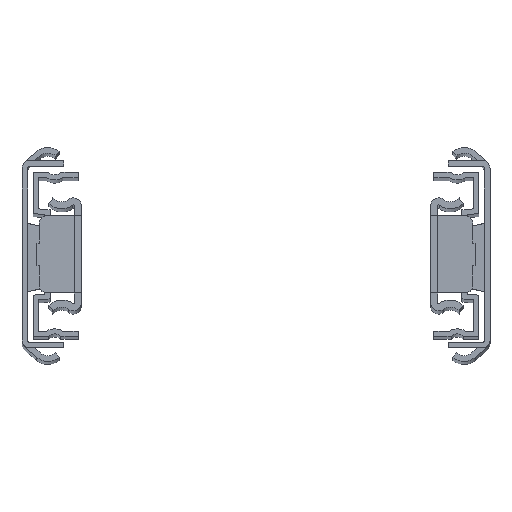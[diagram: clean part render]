
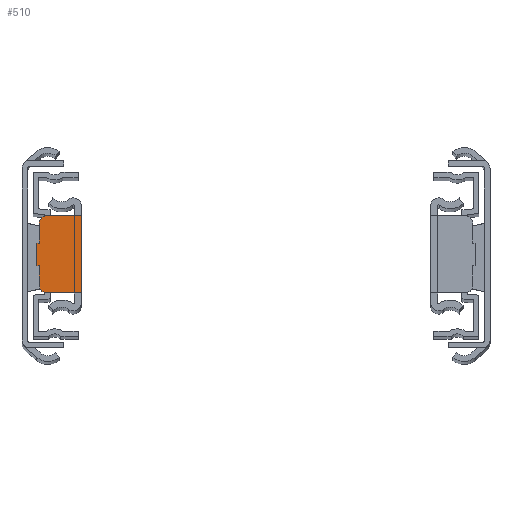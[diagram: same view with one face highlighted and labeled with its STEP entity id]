
A CAD part, top view. The second image highlights one B-rep face of the part: STEP entity #510.
In plain terms, the highlighted face is planar.
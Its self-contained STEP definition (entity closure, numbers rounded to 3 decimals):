
#510 = ADVANCED_FACE( '', ( #1076 ), #1077, .F. );
#1076 = FACE_OUTER_BOUND( '', #1694, .T. );
#1077 = PLANE( '', #1695 );
#1694 = EDGE_LOOP( '', ( #2996, #2997, #2998, #2999, #3000, #3001, #3002, #3003, #3004, #3005 ) );
#1695 = AXIS2_PLACEMENT_3D( '', #3006, #3007, #3008 );
#2996 = ORIENTED_EDGE( '', *, *, #3783, .F. );
#2997 = ORIENTED_EDGE( '', *, *, #4163, .F. );
#2998 = ORIENTED_EDGE( '', *, *, #3928, .F. );
#2999 = ORIENTED_EDGE( '', *, *, #4164, .F. );
#3000 = ORIENTED_EDGE( '', *, *, #4165, .F. );
#3001 = ORIENTED_EDGE( '', *, *, #3937, .F. );
#3002 = ORIENTED_EDGE( '', *, *, #4166, .F. );
#3003 = ORIENTED_EDGE( '', *, *, #4167, .F. );
#3004 = ORIENTED_EDGE( '', *, *, #3891, .F. );
#3005 = ORIENTED_EDGE( '', *, *, #4030, .F. );
#3006 = CARTESIAN_POINT( '', ( 0., 0., 0. ) );
#3007 = DIRECTION( '', ( 0., 1., 0. ) );
#3008 = DIRECTION( '', ( 0., 0., 1. ) );
#3783 = EDGE_CURVE( '', #4575, #4577, #4578, .T. );
#3891 = EDGE_CURVE( '', #4757, #4759, #4760, .T. );
#3928 = EDGE_CURVE( '', #4813, #4814, #4815, .T. );
#3937 = EDGE_CURVE( '', #4828, #4829, #4830, .T. );
#4030 = EDGE_CURVE( '', #4577, #4757, #4980, .T. );
#4163 = EDGE_CURVE( '', #4814, #4575, #5155, .T. );
#4164 = EDGE_CURVE( '', #5156, #4813, #5157, .T. );
#4165 = EDGE_CURVE( '', #4829, #5156, #5158, .T. );
#4166 = EDGE_CURVE( '', #5159, #4828, #5160, .T. );
#4167 = EDGE_CURVE( '', #4759, #5159, #5161, .T. );
#4575 = VERTEX_POINT( '', #5688 );
#4577 = VERTEX_POINT( '', #5691 );
#4578 = LINE( '', #5692, #5693 );
#4757 = VERTEX_POINT( '', #5929 );
#4759 = VERTEX_POINT( '', #5932 );
#4760 = LINE( '', #5933, #5934 );
#4813 = VERTEX_POINT( '', #6010 );
#4814 = VERTEX_POINT( '', #6011 );
#4815 = LINE( '', #6012, #6013 );
#4828 = VERTEX_POINT( '', #6032 );
#4829 = VERTEX_POINT( '', #6033 );
#4830 = LINE( '', #6034, #6035 );
#4980 = LINE( '', #6227, #6228 );
#5155 = CIRCLE( '', #6475, 1.6 );
#5156 = VERTEX_POINT( '', #6476 );
#5157 = LINE( '', #6477, #6478 );
#5158 = LINE( '', #6479, #6480 );
#5159 = VERTEX_POINT( '', #6481 );
#5160 = LINE( '', #6482, #6483 );
#5161 = CIRCLE( '', #6484, 1.6 );
#5688 = CARTESIAN_POINT( '', ( 5.3, 0., 8.25 ) );
#5691 = CARTESIAN_POINT( '', ( 12.7, 0., 8.25 ) );
#5692 = CARTESIAN_POINT( '', ( 11.2, 0., 8.25 ) );
#5693 = VECTOR( '', #6869, 1000. );
#5929 = CARTESIAN_POINT( '', ( 12.7, 0., -8.25 ) );
#5932 = CARTESIAN_POINT( '', ( 5.3, 0., -8.25 ) );
#5933 = CARTESIAN_POINT( '', ( 12.7, 0., -8.25 ) );
#5934 = VECTOR( '', #7021, 1000. );
#6010 = CARTESIAN_POINT( '', ( 3.7, 0., 2.4 ) );
#6011 = CARTESIAN_POINT( '', ( 3.7, 0., 6.65 ) );
#6012 = CARTESIAN_POINT( '', ( 3.7, 0., 2.4 ) );
#6013 = VECTOR( '', #7060, 1000. );
#6032 = CARTESIAN_POINT( '', ( 3.7, 0., -2.4 ) );
#6033 = CARTESIAN_POINT( '', ( 3.2, 0., -2.4 ) );
#6034 = CARTESIAN_POINT( '', ( 3.7, 0., -2.4 ) );
#6035 = VECTOR( '', #7067, 1000. );
#6227 = CARTESIAN_POINT( '', ( 12.7, 0., 8.25 ) );
#6228 = VECTOR( '', #7230, 1000. );
#6475 = AXIS2_PLACEMENT_3D( '', #7357, #7358, #7359 );
#6476 = CARTESIAN_POINT( '', ( 3.2, 0., 2.4 ) );
#6477 = CARTESIAN_POINT( '', ( 3.2, 0., 2.4 ) );
#6478 = VECTOR( '', #7360, 1000. );
#6479 = CARTESIAN_POINT( '', ( 3.2, 0., -2.4 ) );
#6480 = VECTOR( '', #7361, 1000. );
#6481 = CARTESIAN_POINT( '', ( 3.7, 0., -6.65 ) );
#6482 = CARTESIAN_POINT( '', ( 3.7, 0., -6.65 ) );
#6483 = VECTOR( '', #7362, 1000. );
#6484 = AXIS2_PLACEMENT_3D( '', #7363, #7364, #7365 );
#6869 = DIRECTION( '', ( 1., 0., 0. ) );
#7021 = DIRECTION( '', ( -1., 0., 0. ) );
#7060 = DIRECTION( '', ( 0., 0., 1. ) );
#7067 = DIRECTION( '', ( -1., 0., 0. ) );
#7230 = DIRECTION( '', ( 0., 0., -1. ) );
#7357 = CARTESIAN_POINT( '', ( 5.3, 0., 6.65 ) );
#7358 = DIRECTION( '', ( 0., 1., 0. ) );
#7359 = DIRECTION( '', ( 1., 0., 0. ) );
#7360 = DIRECTION( '', ( 1., 0., 0. ) );
#7361 = DIRECTION( '', ( 0., 0., 1. ) );
#7362 = DIRECTION( '', ( 0., 0., 1. ) );
#7363 = CARTESIAN_POINT( '', ( 5.3, 0., -6.65 ) );
#7364 = DIRECTION( '', ( 0., 1., 0. ) );
#7365 = DIRECTION( '', ( 1., 0., 0. ) );
